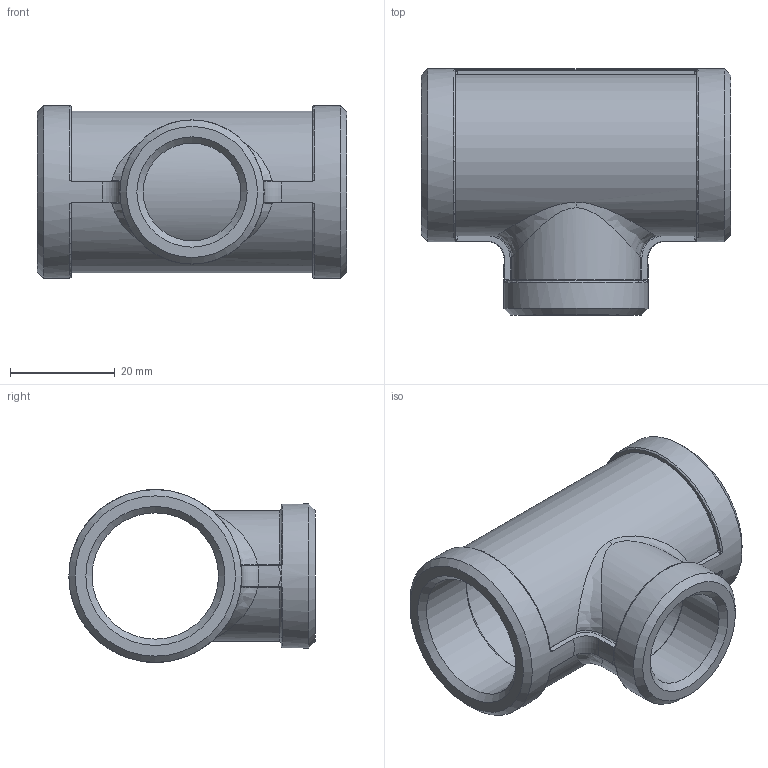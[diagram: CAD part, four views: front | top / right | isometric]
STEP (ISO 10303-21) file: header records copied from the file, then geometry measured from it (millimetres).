
FILE_DESCRIPTION(/* description */ (''),/* implementation_level */ '2;1');
FILE_NAME(/* name */ 'KI-307R-1-020 Aschl.stp',/* time_stamp */ '2016-06-14T11:04:52+02:00',/* author */ ('hochmair'),/* organization */ (''),/* preprocessor_version */ 'ST-DEVELOPER v15.6',/* originating_system */ 'Autodesk Inventor 2015',/* authorisation */ '');
FILE_SCHEMA (('AUTOMOTIVE_DESIGN { 1 0 10303 214 3 1 1 }'));
Length unit declared in the file: millimetre
Products named in the file (1): TB24382066
Bounding box: 59 x 47 x 33 mm (x, y, z)
Volume: 18630.6 mm3; surface area: 14357.5 mm2
Topology: 1 solids, 1 shells, 120 faces, 292 edges, 176 vertices
Faces by surface type: cylinder 40, bspline 27, plane 18, torus 14, sphere 12, cone 9
Full cylindrical faces by diameter (mm): 18.631 x1, 21.6 x2, 24.117 x2, 27.1 x1, 27.5 x1, 33 x1
Entity records: 4602 total; most frequent: CARTESIAN_POINT 1977, ORIENTED_EDGE 534, DIRECTION 528, EDGE_CURVE 267, AXIS2_PLACEMENT_3D 236, VERTEX_POINT 172, EDGE_LOOP 145, CIRCLE 122
